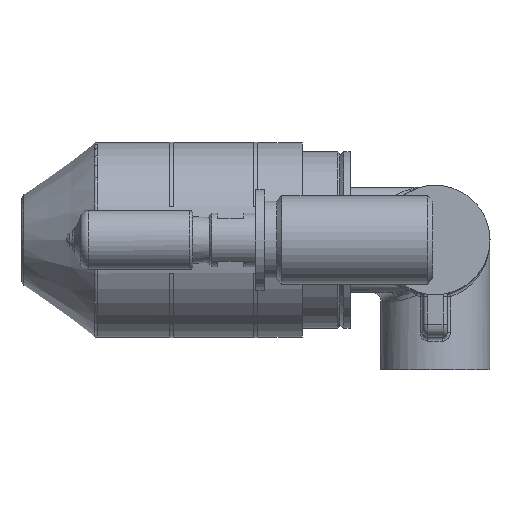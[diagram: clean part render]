
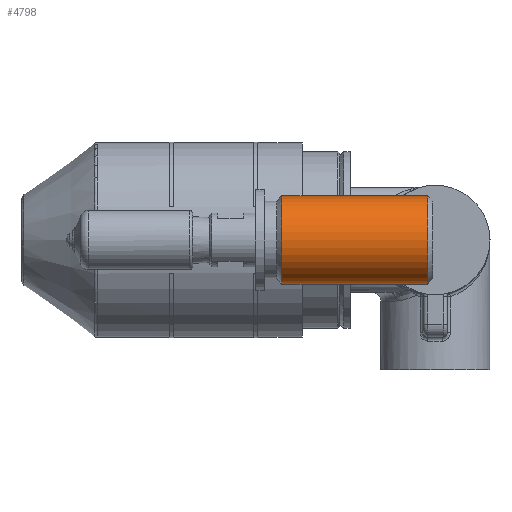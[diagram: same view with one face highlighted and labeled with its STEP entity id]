
A CAD part, left-side view. The second image highlights one B-rep face of the part: STEP entity #4798.
In plain terms, the highlighted cylindrical face has radius 10.45 mm (diameter 20.9 mm), a full revolution.
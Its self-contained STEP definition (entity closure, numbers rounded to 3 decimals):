
#423=FACE_OUTER_BOUND('',#730,.T.);
#730=EDGE_LOOP('',(#3329,#3330,#3331,#3332,#3333,#3334));
#1046=LINE('',#7876,#1371);
#1371=VECTOR('',#6249,10.45);
#1707=CIRCLE('',#5453,10.45);
#1708=CIRCLE('',#5454,10.45);
#1709=CIRCLE('',#5456,10.45);
#1710=CIRCLE('',#5457,10.45);
#2021=VERTEX_POINT('',#7866);
#2022=VERTEX_POINT('',#7867);
#2023=VERTEX_POINT('',#7872);
#2024=VERTEX_POINT('',#7873);
#2517=EDGE_CURVE('',#2021,#2022,#1707,.T.);
#2519=EDGE_CURVE('',#2022,#2021,#1708,.T.);
#2520=EDGE_CURVE('',#2023,#2024,#1709,.T.);
#2521=EDGE_CURVE('',#2024,#2023,#1710,.T.);
#2522=EDGE_CURVE('',#2023,#2021,#1046,.T.);
#3329=ORIENTED_EDGE('',*,*,#2520,.T.);
#3330=ORIENTED_EDGE('',*,*,#2521,.T.);
#3331=ORIENTED_EDGE('',*,*,#2522,.T.);
#3332=ORIENTED_EDGE('',*,*,#2519,.F.);
#3333=ORIENTED_EDGE('',*,*,#2517,.F.);
#3334=ORIENTED_EDGE('',*,*,#2522,.F.);
#4703=CYLINDRICAL_SURFACE('',#5455,10.45);
#4798=ADVANCED_FACE('',(#423),#4703,.T.);
#5453=AXIS2_PLACEMENT_3D('',#7868,#6238,#6239);
#5454=AXIS2_PLACEMENT_3D('',#7870,#6241,#6242);
#5455=AXIS2_PLACEMENT_3D('',#7871,#6243,#6244);
#5456=AXIS2_PLACEMENT_3D('',#7874,#6245,#6246);
#5457=AXIS2_PLACEMENT_3D('',#7875,#6247,#6248);
#6238=DIRECTION('center_axis',(1.,0.,0.));
#6239=DIRECTION('ref_axis',(0.,0.,1.));
#6241=DIRECTION('center_axis',(1.,0.,0.));
#6242=DIRECTION('ref_axis',(0.,0.,1.));
#6243=DIRECTION('center_axis',(-1.,0.,0.));
#6244=DIRECTION('ref_axis',(0.,0.,-1.));
#6245=DIRECTION('center_axis',(1.,0.,0.));
#6246=DIRECTION('ref_axis',(0.,0.,1.));
#6247=DIRECTION('center_axis',(1.,0.,0.));
#6248=DIRECTION('ref_axis',(0.,0.,1.));
#6249=DIRECTION('',(1.,0.,0.));
#7866=CARTESIAN_POINT('',(-26.2,0.,-42.95));
#7867=CARTESIAN_POINT('',(-26.2,10.45,-53.4));
#7868=CARTESIAN_POINT('Origin',(-26.2,0.,-53.4));
#7870=CARTESIAN_POINT('Origin',(-26.2,0.,-53.4));
#7871=CARTESIAN_POINT('Origin',(24.1,0.,-53.4));
#7872=CARTESIAN_POINT('',(-60.8,0.,-42.95));
#7873=CARTESIAN_POINT('',(-60.8,10.45,-53.4));
#7874=CARTESIAN_POINT('Origin',(-60.8,0.,-53.4));
#7875=CARTESIAN_POINT('Origin',(-60.8,0.,-53.4));
#7876=CARTESIAN_POINT('',(24.1,0.,-42.95));
